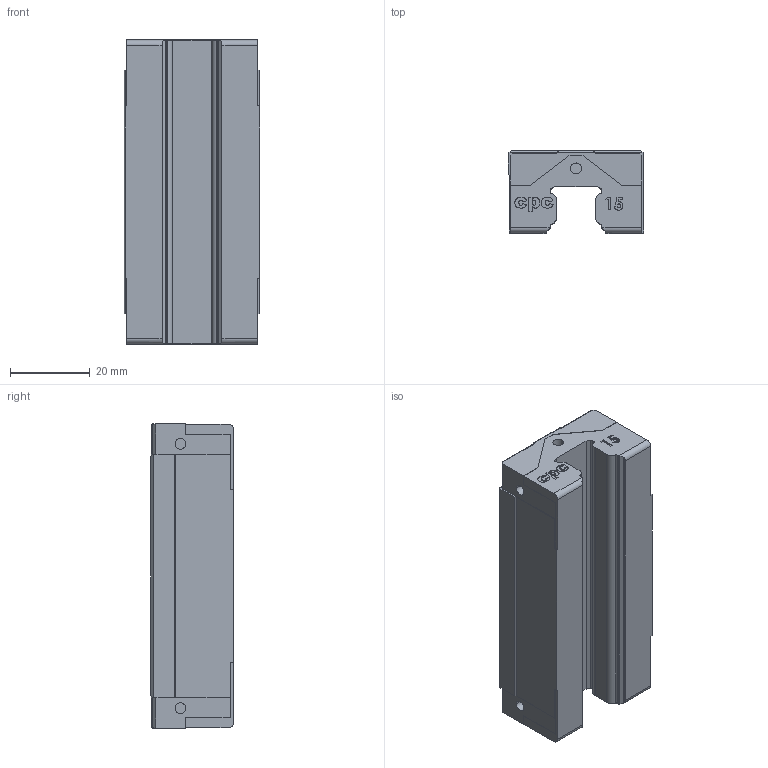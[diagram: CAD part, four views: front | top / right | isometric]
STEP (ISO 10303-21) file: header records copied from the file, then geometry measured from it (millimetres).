
FILE_DESCRIPTION (( 'STEP AP203' ), '1' );
FILE_NAME ('ARC15ML-block-new.STEP', '2013-09-02T05:23:39', ( 'CPC' ), ( '' ), 'SwSTEP 2.0', 'SolidWorks 2010', '' );
FILE_SCHEMA (( 'CONFIG_CONTROL_DESIGN' ));
Length unit declared in the file: millimetre
Products named in the file (1): ARC15ML-block-new
Bounding box: 34 x 20.7 x 76.2 mm (x, y, z)
Volume: 42071.7 mm3; surface area: 11995.4 mm2
Topology: 1 solids, 1 shells, 302 faces, 798 edges, 520 vertices
Faces by surface type: plane 146, bspline 74, cylinder 62, cone 20
Entity records: 15266 total; most frequent: CARTESIAN_POINT 8202, ORIENTED_EDGE 1580, DIRECTION 1196, EDGE_CURVE 790, VERTEX_POINT 520, LINE 498, VECTOR 498, AXIS2_PLACEMENT_3D 349
